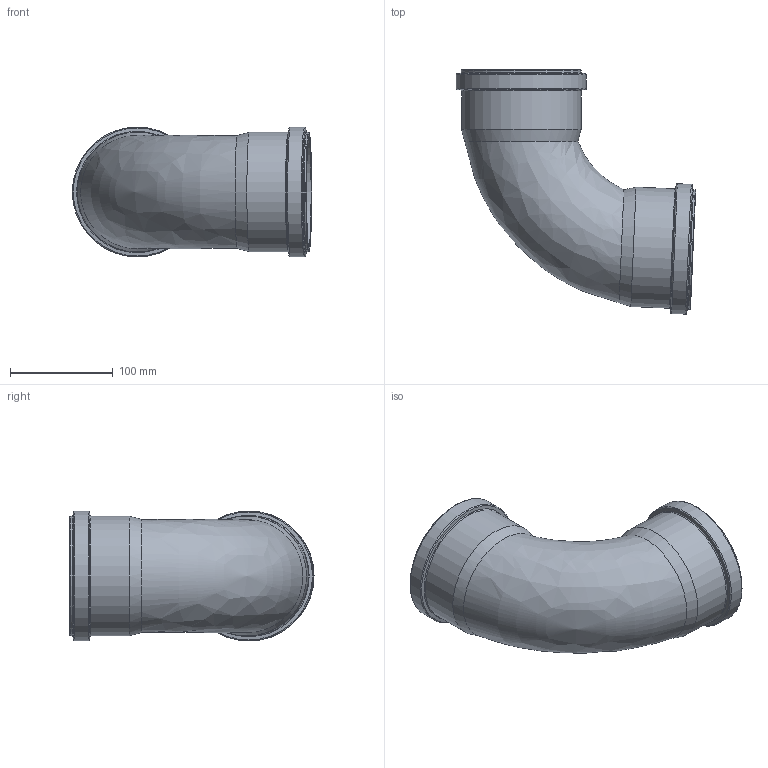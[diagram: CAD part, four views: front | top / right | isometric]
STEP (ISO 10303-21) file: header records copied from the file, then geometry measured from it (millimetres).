
FILE_DESCRIPTION(/* description */ (''),/* implementation_level */ '2;1');
FILE_NAME(/* name */ '228085z.stp',/* time_stamp */ '2024-04-24T11:43:17+02:00',/* author */ ('corinna'),/* organization */ (''),/* preprocessor_version */ 'ST-DEVELOPER v20',/* originating_system */ 'Autodesk Inventor 2024',/* authorisation */ '');
FILE_SCHEMA (('AUTOMOTIVE_DESIGN { 1 0 10303 214 3 1 1 }'));
Length unit declared in the file: millimetre
Products named in the file (1): 228085z
Bounding box: 233.27 x 237.95 x 126.6 mm (x, y, z)
Volume: 329523.6 mm3; surface area: 213031.9 mm2
Topology: 1 solids, 1 shells, 53 faces, 142 edges, 93 vertices
Faces by surface type: torus 20, cylinder 14, cone 12, plane 4, bspline 3
Full cylindrical faces by diameter (mm): 110.7 x2, 111 x4, 116.5 x2, 116.8 x2, 120.8 x2, 126.6 x2
Entity records: 1956 total; most frequent: CARTESIAN_POINT 493, DIRECTION 350, ORIENTED_EDGE 284, AXIS2_PLACEMENT_3D 162, EDGE_CURVE 142, CIRCLE 111, VERTEX_POINT 93, EDGE_LOOP 57
